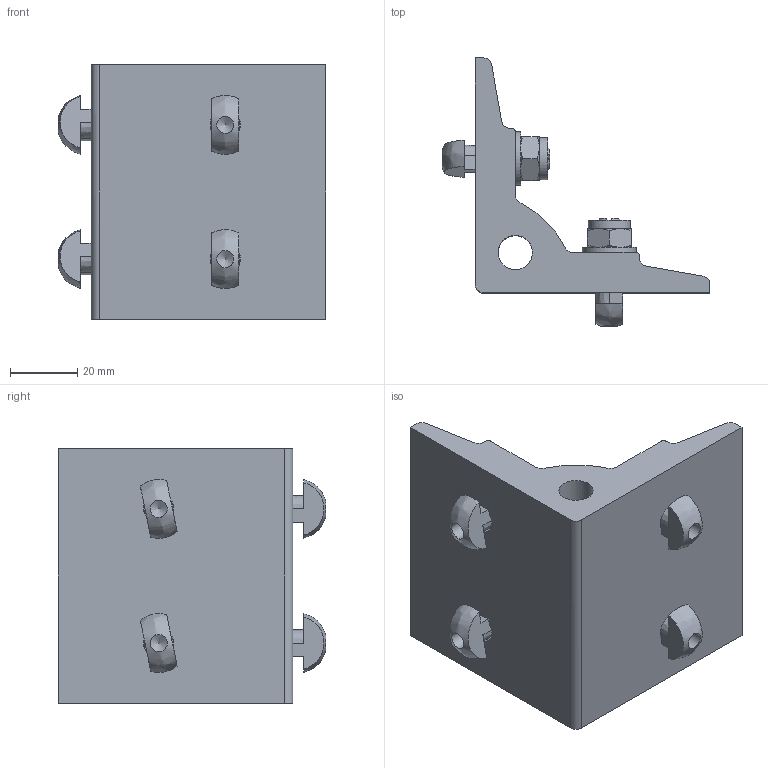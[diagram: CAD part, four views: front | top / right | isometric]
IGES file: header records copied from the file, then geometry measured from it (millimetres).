
Global section: file name: SZ0941N_A; native system: Autodesk Inventor 2015; preprocessor: unknown; author: Behrens; date: 20151119.162518; units: millimetre
Bounding box: 79.83 x 79.83 x 76 mm (x, y, z)
Volume: 112057.3 mm3; surface area: 35097.4 mm2
Topology: 13 solids, 13 shells, 215 faces, 519 edges, 334 vertices
Faces by surface type: bspline 215
